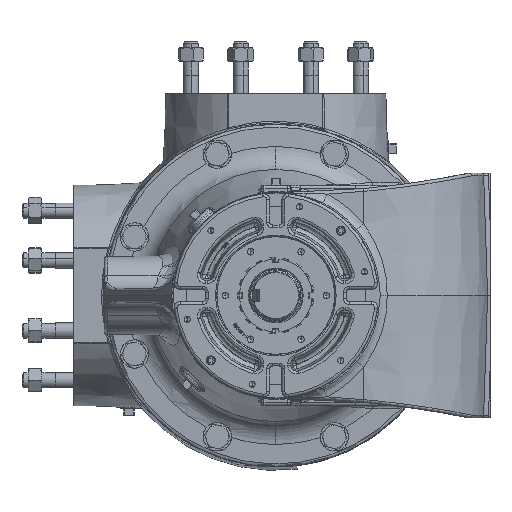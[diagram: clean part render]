
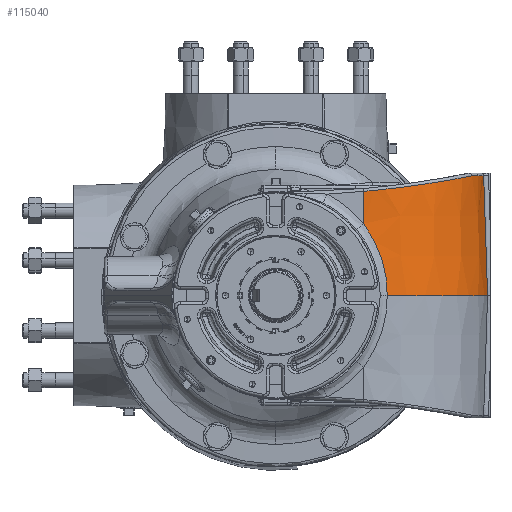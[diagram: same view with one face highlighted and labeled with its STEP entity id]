
A CAD part, left-side view. The second image highlights one B-rep face of the part: STEP entity #115040.
In plain terms, the highlighted conical face has half-angle 2 degrees and reference radius 124.46 mm.
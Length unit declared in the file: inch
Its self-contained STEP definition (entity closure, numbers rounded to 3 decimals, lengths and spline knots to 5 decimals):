
#1330 = CARTESIAN_POINT ( 'NONE',  ( -8.5, -3.59, 4.88419 ) ) ;
#2462 = CARTESIAN_POINT ( 'NONE',  ( -13.47638, -4.12473, 2.03363 ) ) ;
#6539 = CARTESIAN_POINT ( 'NONE',  ( -8.80544, -8.5987, 1.62809 ) ) ;
#13867 = CARTESIAN_POINT ( 'NONE',  ( -10.83249, -7.90619, 4.86406 ) ) ;
#14590 = CARTESIAN_POINT ( 'NONE',  ( -12.78657, -6.00758, 4.54154 ) ) ;
#18836 = DIRECTION ( 'NONE',  ( 1., 0., 0. ) ) ;
#19963 = CARTESIAN_POINT ( 'NONE',  ( -13.46805, -4.33069, 1.48015 ) ) ;
#28718 = CONICAL_SURFACE ( 'NONE', #61508, 4.9, 0.035 ) ;
#31326 = CARTESIAN_POINT ( 'NONE',  ( -11.1336, -7.73071, 4.83068 ) ) ;
#32061 = CARTESIAN_POINT ( 'NONE',  ( -13.03678, -5.49334, 4.46926 ) ) ;
#35257 = EDGE_CURVE ( 'NONE', #189402, #79662, #179927, .T. ) ;
#37357 = CARTESIAN_POINT ( 'NONE',  ( -13.46612, -4.38626, 1.29112 ) ) ;
#46133 = CARTESIAN_POINT ( 'NONE',  ( -13.4, -3.59, 5. ) ) ;
#48664 = CARTESIAN_POINT ( 'NONE',  ( -11.60368, -7.39899, 4.76938 ) ) ;
#49374 = CARTESIAN_POINT ( 'NONE',  ( -13.14076, -5.22427, 4.43383 ) ) ;
#49999 = EDGE_CURVE ( 'NONE', #209825, #189402, #116091, .T. ) ;
#54708 = CARTESIAN_POINT ( 'NONE',  ( -13.46466, -4.44924, 1.03747 ) ) ;
#60229 = CARTESIAN_POINT ( 'NONE',  ( -13.47215, -3.59, 2.93394 ) ) ;
#61508 = AXIS2_PLACEMENT_3D ( 'NONE', #135228, #117772, #118513 ) ;
#62746 = DIRECTION ( 'NONE',  ( 0.035, 0., 0.999 ) ) ;
#63465 = CARTESIAN_POINT ( 'NONE',  ( -8.86029, -8.6518, 0. ) ) ;
#66005 = CARTESIAN_POINT ( 'NONE',  ( -12.10582, -6.93189, 4.68774 ) ) ;
#66779 = CARTESIAN_POINT ( 'NONE',  ( -13.19618, -5.05987, 4.41296 ) ) ;
#72175 = CARTESIAN_POINT ( 'NONE',  ( -13.46639, -4.51528, 0.65263 ) ) ;
#76212 = CARTESIAN_POINT ( 'NONE',  ( -8.69594, -8.49013, 4.88419 ) ) ;
#79662 = VERTEX_POINT ( 'NONE', #145675 ) ;
#83532 = CARTESIAN_POINT ( 'NONE',  ( -12.32945, -6.66743, 4.64421 ) ) ;
#84275 = CARTESIAN_POINT ( 'NONE',  ( -13.29386, -4.7289, 4.37232 ) ) ;
#88839 = CARTESIAN_POINT ( 'NONE',  ( -13.47787, -3.74134, 2.71794 ) ) ;
#89592 = CARTESIAN_POINT ( 'NONE',  ( -13.47374, -4.54941, 0.26289 ) ) ;
#93418 = CARTESIAN_POINT ( 'NONE',  ( -8.5, -3.59, 0. ) ) ;
#96177 = ORIENTED_EDGE ( 'NONE', *, *, #35257, .T. ) ;
#96422 = FACE_OUTER_BOUND ( 'NONE', #136579, .T. ) ;
#99760 = ORIENTED_EDGE ( 'NONE', *, *, #215756, .T. ) ;
#100157 = CARTESIAN_POINT ( 'NONE',  ( -10.62452, -8.00996, 4.88419 ) ) ;
#100917 = CARTESIAN_POINT ( 'NONE',  ( -12.43619, -6.53095, 4.62222 ) ) ;
#101661 = CARTESIAN_POINT ( 'NONE',  ( -13.40813, -4.05202, 4.29817 ) ) ;
#106225 = CARTESIAN_POINT ( 'NONE',  ( -13.47922, -3.94425, 2.38131 ) ) ;
#106993 = CARTESIAN_POINT ( 'NONE',  ( -13.48257, -4.55208, 0. ) ) ;
#110816 = DIRECTION ( 'NONE',  ( 0., 1., 0. ) ) ;
#115040 = ADVANCED_FACE ( 'NONE', ( #96422 ), #28718, .T. ) ;
#116091 = CIRCLE ( 'NONE', #197161, 4.90404 ) ;
#117772 = DIRECTION ( 'NONE',  ( 0., 0., -1. ) ) ;
#118358 = CARTESIAN_POINT ( 'NONE',  ( -12.6031, -6.29735, 4.58551 ) ) ;
#118513 = DIRECTION ( 'NONE',  ( 1., 0., 0. ) ) ;
#119108 = CARTESIAN_POINT ( 'NONE',  ( -13.42604, -3.59, 4.25426 ) ) ;
#122642 = DIRECTION ( 'NONE',  ( 0., 0., -1. ) ) ;
#123736 = CARTESIAN_POINT ( 'NONE',  ( -13.47203, -4.22704, 1.79296 ) ) ;
#124668 = B_SPLINE_CURVE_WITH_KNOTS ( 'NONE', 3,
 ( #157611, #224214, #88839, #209750, #106225, #2462, #123736, #19963, #141115, #37357, #158360, #54708, #175694, #72175, #193123, #89592, #210500, #106993 ),
 .UNSPECIFIED., .F., .F.,
 ( 4, 2, 2, 2, 2, 2, 2, 2, 4 ),
 ( 0., 0.01005, 0.02009, 0.04018, 0.0452, 0.05023, 0.06027, 0.07032, 0.08036 ),
 .UNSPECIFIED. ) ;
#130334 = VERTEX_POINT ( 'NONE', #140789 ) ;
#132699 = EDGE_CURVE ( 'NONE', #130334, #221965, #197826, .T. ) ;
#135079 = CARTESIAN_POINT ( 'NONE',  ( -11.03445, -7.79168, 4.8422 ) ) ;
#135228 = CARTESIAN_POINT ( 'NONE',  ( -8.5, -3.59, 5. ) ) ;
#135822 = CARTESIAN_POINT ( 'NONE',  ( -12.89503, -5.80662, 4.51236 ) ) ;
#136579 = EDGE_LOOP ( 'NONE', ( #154083, #99760, #177643, #205096, #147468, #96177 ) ) ;
#136724 = EDGE_CURVE ( 'NONE', #211534, #79662, #164115, .T. ) ;
#137816 = CARTESIAN_POINT ( 'NONE',  ( -8.69594, -8.49013, 4.88419 ) ) ;
#140789 = CARTESIAN_POINT ( 'NONE',  ( -13.48257, -4.55208, 0. ) ) ;
#141115 = CARTESIAN_POINT ( 'NONE',  ( -13.46732, -4.35012, 1.41724 ) ) ;
#145675 = CARTESIAN_POINT ( 'NONE',  ( -13.42604, -3.59, 4.25426 ) ) ;
#146526 = B_SPLINE_CURVE_WITH_KNOTS ( 'NONE', 3,
 ( #162406, #6539, #179741, #76212 ),
 .UNSPECIFIED., .F., .F.,
 ( 4, 4 ),
 ( 0., 0.1242 ),
 .UNSPECIFIED. ) ;
#147468 = ORIENTED_EDGE ( 'NONE', *, *, #49999, .T. ) ;
#152327 = CARTESIAN_POINT ( 'NONE',  ( -11.42221, -7.53896, 4.79491 ) ) ;
#153060 = CARTESIAN_POINT ( 'NONE',  ( -13.08053, -5.38693, 4.455 ) ) ;
#154083 = ORIENTED_EDGE ( 'NONE', *, *, #136724, .F. ) ;
#157611 = CARTESIAN_POINT ( 'NONE',  ( -13.47215, -3.59, 2.93394 ) ) ;
#158360 = CARTESIAN_POINT ( 'NONE',  ( -13.46564, -4.403, 1.22786 ) ) ;
#162406 = CARTESIAN_POINT ( 'NONE',  ( -8.86029, -8.6518, 0. ) ) ;
#164115 = LINE ( 'NONE', #46133, #204609 ) ;
#168212 = CARTESIAN_POINT ( 'NONE',  ( -10.62452, -8.00996, 4.88419 ) ) ;
#169629 = CARTESIAN_POINT ( 'NONE',  ( -11.94549, -7.09546, 4.7158 ) ) ;
#170327 = CARTESIAN_POINT ( 'NONE',  ( -13.15994, -5.16952, 4.42681 ) ) ;
#175694 = CARTESIAN_POINT ( 'NONE',  ( -13.46465, -4.47477, 0.90973 ) ) ;
#177643 = ORIENTED_EDGE ( 'NONE', *, *, #132699, .T. ) ;
#179741 = CARTESIAN_POINT ( 'NONE',  ( -8.75065, -8.54484, 3.25615 ) ) ;
#179927 = B_SPLINE_CURVE_WITH_KNOTS ( 'NONE', 3,
 ( #100157, #199213, #13867, #135079, #31326, #152327, #48664, #169629, #66005, #187031, #83532, #204391, #100917, #221869, #118358, #14590, #135822, #32061, #153060, #49374, #170327, #66779, #187769, #84275, #205124, #101661, #222635, #119108 ),
 .UNSPECIFIED., .F., .F.,
 ( 4, 2, 2, 2, 2, 2, 2, 2, 2, 2, 2, 2, 2, 4 ),
 ( 0., 0.00888, 0.01777, 0.03553, 0.0533, 0.05774, 0.06218, 0.07106, 0.08883, 0.09771, 0.10215, 0.1066, 0.12436, 0.14213 ),
 .UNSPECIFIED. ) ;
#185294 = EDGE_CURVE ( 'NONE', #221965, #209825, #146526, .T. ) ;
#187031 = CARTESIAN_POINT ( 'NONE',  ( -12.29269, -6.71222, 4.65153 ) ) ;
#187769 = CARTESIAN_POINT ( 'NONE',  ( -13.21329, -5.00486, 4.40612 ) ) ;
#189402 = VERTEX_POINT ( 'NONE', #168212 ) ;
#193123 = CARTESIAN_POINT ( 'NONE',  ( -13.46815, -4.53026, 0.52327 ) ) ;
#197161 = AXIS2_PLACEMENT_3D ( 'NONE', #1330, #122642, #18836 ) ;
#197826 = CIRCLE ( 'NONE', #202382, 5.0746 ) ;
#199213 = CARTESIAN_POINT ( 'NONE',  ( -10.72952, -7.95987, 4.87443 ) ) ;
#202382 = AXIS2_PLACEMENT_3D ( 'NONE', #93418, #214389, #110816 ) ;
#204391 = CARTESIAN_POINT ( 'NONE',  ( -12.40121, -6.57678, 4.62955 ) ) ;
#204609 = VECTOR ( 'NONE', #62746, 39.37008 ) ;
#205096 = ORIENTED_EDGE ( 'NONE', *, *, #185294, .T. ) ;
#205124 = CARTESIAN_POINT ( 'NONE',  ( -13.34241, -4.5052, 4.34662 ) ) ;
#209750 = CARTESIAN_POINT ( 'NONE',  ( -13.47954, -3.87958, 2.49498 ) ) ;
#209825 = VERTEX_POINT ( 'NONE', #137816 ) ;
#210500 = CARTESIAN_POINT ( 'NONE',  ( -13.47759, -4.55358, 0.13188 ) ) ;
#211534 = VERTEX_POINT ( 'NONE', #60229 ) ;
#214389 = DIRECTION ( 'NONE',  ( 0., 0., 1. ) ) ;
#215756 = EDGE_CURVE ( 'NONE', #211534, #130334, #124668, .T. ) ;
#221869 = CARTESIAN_POINT ( 'NONE',  ( -12.53846, -6.39198, 4.6002 ) ) ;
#221965 = VERTEX_POINT ( 'NONE', #63465 ) ;
#222635 = CARTESIAN_POINT ( 'NONE',  ( -13.4253, -3.82253, 4.27542 ) ) ;
#224214 = CARTESIAN_POINT ( 'NONE',  ( -13.47587, -3.66763, 2.82743 ) ) ;
